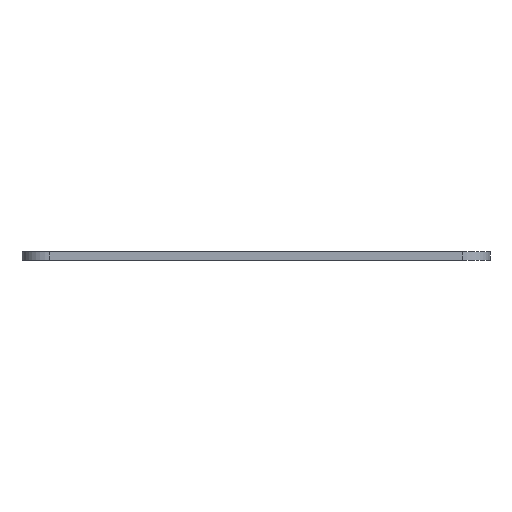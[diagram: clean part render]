
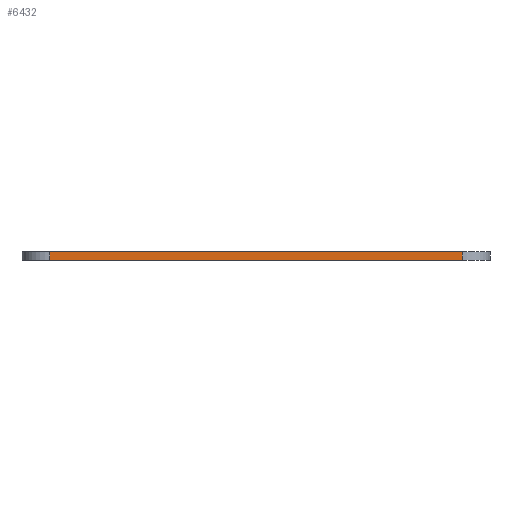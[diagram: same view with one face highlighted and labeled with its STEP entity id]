
A CAD part, left-side view. The second image highlights one B-rep face of the part: STEP entity #6432.
In plain terms, the highlighted planar face has unit normal (-1, 0, 0).
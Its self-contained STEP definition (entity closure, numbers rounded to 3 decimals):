
#1016=FACE_OUTER_BOUND('',#1385,.T.);
#1385=EDGE_LOOP('',(#5773,#5774,#5775,#5776));
#1860=LINE('',#12644,#2378);
#1890=LINE('',#12749,#2408);
#1891=LINE('',#12752,#2409);
#1892=LINE('',#12753,#2410);
#2378=VECTOR('',#7282,10.);
#2408=VECTOR('',#7370,10.);
#2409=VECTOR('',#7373,10.);
#2410=VECTOR('',#7374,10.);
#3020=VERTEX_POINT('',#12622);
#3030=VERTEX_POINT('',#12642);
#3075=VERTEX_POINT('',#12745);
#3077=VERTEX_POINT('',#12751);
#3944=EDGE_CURVE('',#3030,#3020,#1860,.T.);
#3995=EDGE_CURVE('',#3020,#3075,#1890,.T.);
#3996=EDGE_CURVE('',#3077,#3030,#1891,.T.);
#3997=EDGE_CURVE('',#3075,#3077,#1892,.T.);
#5773=ORIENTED_EDGE('',*,*,#3995,.F.);
#5774=ORIENTED_EDGE('',*,*,#3944,.F.);
#5775=ORIENTED_EDGE('',*,*,#3996,.F.);
#5776=ORIENTED_EDGE('',*,*,#3997,.F.);
#6113=PLANE('',#6613);
#6432=ADVANCED_FACE('',(#1016),#6113,.T.);
#6613=AXIS2_PLACEMENT_3D('',#12750,#7371,#7372);
#7282=DIRECTION('',(0.,1.,0.));
#7370=DIRECTION('',(0.,0.,1.));
#7371=DIRECTION('center_axis',(-1.,0.,0.));
#7372=DIRECTION('ref_axis',(0.,-1.,0.));
#7373=DIRECTION('',(0.,0.,-1.));
#7374=DIRECTION('',(0.,-1.,0.));
#12622=CARTESIAN_POINT('',(-12.359,28.401,0.));
#12642=CARTESIAN_POINT('',(-12.359,-45.218,0.));
#12644=CARTESIAN_POINT('',(-12.359,-50.218,0.));
#12745=CARTESIAN_POINT('',(-12.359,28.401,1.5));
#12749=CARTESIAN_POINT('',(-12.359,28.401,0.));
#12750=CARTESIAN_POINT('Origin',(-12.359,33.401,0.));
#12751=CARTESIAN_POINT('',(-12.359,-45.218,1.5));
#12752=CARTESIAN_POINT('',(-12.359,-45.218,0.));
#12753=CARTESIAN_POINT('',(-12.359,-50.218,1.5));
